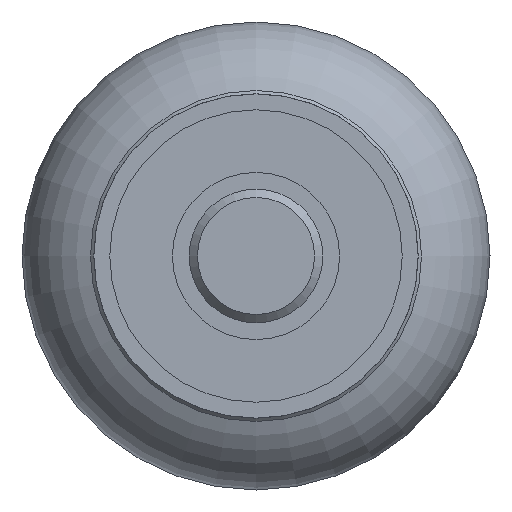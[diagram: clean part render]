
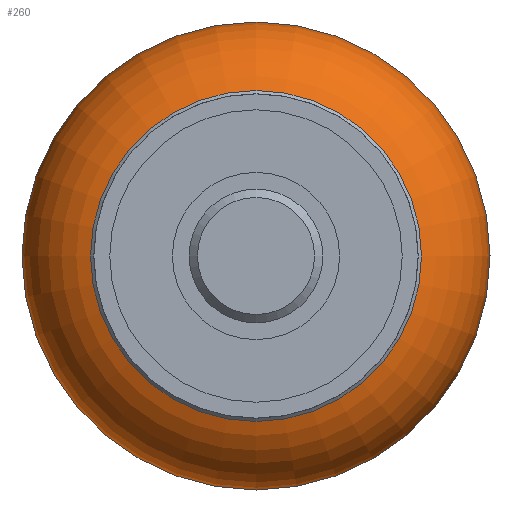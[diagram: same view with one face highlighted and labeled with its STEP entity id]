
A CAD part, left-side view. The second image highlights one B-rep face of the part: STEP entity #260.
In plain terms, the highlighted toroidal (fillet/blend) face has major radius 7.92 mm and minor radius 6.08 mm.
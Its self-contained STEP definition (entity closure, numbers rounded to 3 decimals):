
#34=TOROIDAL_SURFACE($,#298,7.919,6.081);
#47=FACE_BOUND($,#99,.T.);
#71=FACE_OUTER_BOUND($,#98,.T.);
#98=EDGE_LOOP($,(#198));
#99=EDGE_LOOP($,(#199));
#133=CIRCLE($,#297,8.747);
#134=CIRCLE($,#299,14.);
#153=VERTEX_POINT($,#460);
#154=VERTEX_POINT($,#463);
#173=EDGE_CURVE($,#153,#153,#133,.T.);
#174=EDGE_CURVE($,#154,#154,#134,.T.);
#198=ORIENTED_EDGE($,*,*,#174,.F.);
#199=ORIENTED_EDGE($,*,*,#173,.T.);
#260=ADVANCED_FACE($,(#71,#47),#34,.T.);
#297=AXIS2_PLACEMENT_3D($,#461,#360,#361);
#298=AXIS2_PLACEMENT_3D($,#462,#362,#363);
#299=AXIS2_PLACEMENT_3D($,#464,#364,#365);
#360=DIRECTION('center_axis',(1.,0.,0.));
#361=DIRECTION('ref_axis',(0.,1.,0.));
#362=DIRECTION('center_axis',(1.,0.,0.));
#363=DIRECTION('ref_axis',(0.,0.,-1.));
#364=DIRECTION('center_axis',(1.,0.,0.));
#365=DIRECTION('ref_axis',(0.,1.,0.));
#460=CARTESIAN_POINT('',(1.434,8.747,0.));
#461=CARTESIAN_POINT('Origin',(1.434,0.,0.));
#462=CARTESIAN_POINT('Origin',(7.458,0.,0.));
#463=CARTESIAN_POINT('',(7.458,14.,0.));
#464=CARTESIAN_POINT('Origin',(7.458,0.,0.));
